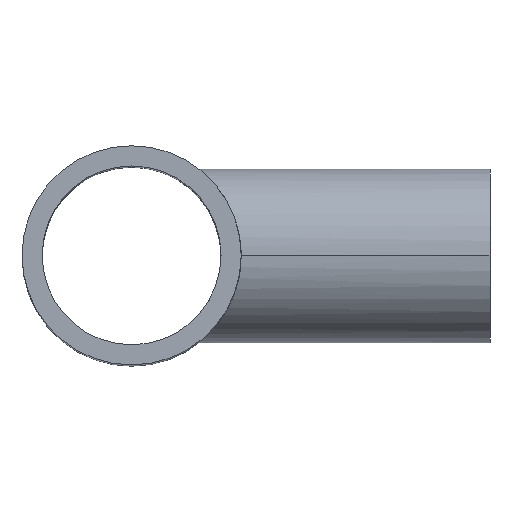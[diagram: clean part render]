
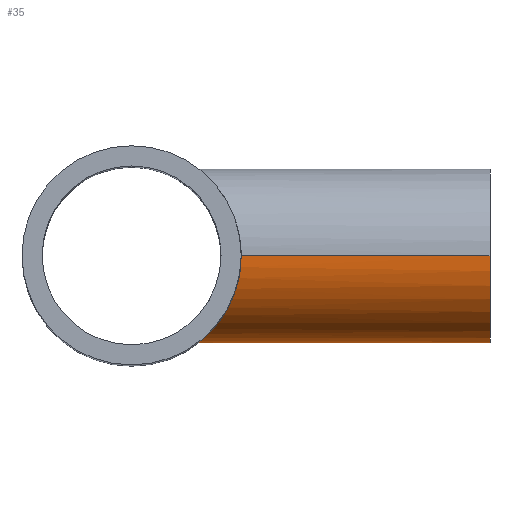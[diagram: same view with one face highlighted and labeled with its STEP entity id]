
A CAD part, top view. The second image highlights one B-rep face of the part: STEP entity #35.
In plain terms, the highlighted cylindrical face has radius 25 mm (diameter 50 mm), a partial arc.
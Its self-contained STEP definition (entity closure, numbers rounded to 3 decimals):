
#24 = CARTESIAN_POINT ( 'NONE',  ( 20.878, -23.59, 8.318 ) ) ;
#26 = CARTESIAN_POINT ( 'NONE',  ( 19.223, -24.955, -1.729 ) ) ;
#27 = B_SPLINE_CURVE_WITH_KNOTS ( 'NONE', 3,
 ( #124, #634, #441, #581, #227, #385, #378, #180, #230, #542, #223, #73, #536, #639, #33, #578, #272, #482, #431, #630, #76, #383, #276, #380, #24, #433, #632, #176, #326, #586, #538, #78, #328, #278, #26, #126, #540, #80, #280, #491, #646, #45, #656, #445, #202, #284, #187, #192, #496, #511, #94, #404, #41, #341, #292, #288, #608, #152, #504, #250, #242, #356, #545, #455 ),
 .UNSPECIFIED., .F., .F.,
 ( 4, 2, 2, 2, 2, 2, 2, 2, 2, 2, 2, 2, 2, 2, 2, 2, 2, 2, 2, 2, 2, 2, 2, 2, 2, 2, 2, 2, 2, 2, 2, 4 ),
 ( 0., 0.005, 0.006, 0.008, 0.01, 0.013, 0.015, 0.021, 0.023, 0.025, 0.026, 0.031, 0.034, 0.036, 0.039, 0.04, 0.041, 0.044, 0.045, 0.046, 0.052, 0.057, 0.059, 0.061, 0.062, 0.067, 0.07, 0.071, 0.072, 0.077, 0.08, 0.083 ),
 .UNSPECIFIED. ) ;
#33 = CARTESIAN_POINT ( 'NONE',  ( 26.724, -16.728, 18.644 ) ) ;
#35 = ADVANCED_FACE ( 'NONE', ( #282 ), #323, .T. ) ;
#41 = CARTESIAN_POINT ( 'NONE',  ( 28.757, -12.879, -21.443 ) ) ;
#45 = CARTESIAN_POINT ( 'NONE',  ( 22.198, -22.369, -11.28 ) ) ;
#73 = CARTESIAN_POINT ( 'NONE',  ( 28.764, -12.864, 21.452 ) ) ;
#76 = CARTESIAN_POINT ( 'NONE',  ( 23.878, -20.547, 14.246 ) ) ;
#78 = CARTESIAN_POINT ( 'NONE',  ( 19.178, -24.989, 0.86 ) ) ;
#80 = CARTESIAN_POINT ( 'NONE',  ( 19.634, -24.633, -4.289 ) ) ;
#81 = EDGE_CURVE ( 'NONE', #413, #257, #330, .T. ) ;
#83 = CARTESIAN_POINT ( 'NONE',  ( 103., 0., -25. ) ) ;
#94 = CARTESIAN_POINT ( 'NONE',  ( 27.453, -15.515, -19.667 ) ) ;
#102 = EDGE_CURVE ( 'NONE', #461, #257, #27, .T. ) ;
#114 = VECTOR ( 'NONE', #583, 1000. ) ;
#117 = VERTEX_POINT ( 'NONE', #558 ) ;
#122 = DIRECTION ( 'NONE',  ( -1., 0., 0. ) ) ;
#124 = CARTESIAN_POINT ( 'NONE',  ( 31.5, 0., 25. ) ) ;
#126 = CARTESIAN_POINT ( 'NONE',  ( 19.394, -24.822, -3.012 ) ) ;
#152 = CARTESIAN_POINT ( 'NONE',  ( 30.395, -8.424, -23.597 ) ) ;
#161 = CARTESIAN_POINT ( 'NONE',  ( 103., 0., -25. ) ) ;
#176 = CARTESIAN_POINT ( 'NONE',  ( 19.623, -24.643, 4.295 ) ) ;
#180 = CARTESIAN_POINT ( 'NONE',  ( 30.368, -8.408, 23.559 ) ) ;
#187 = CARTESIAN_POINT ( 'NONE',  ( 25.219, -18.878, -16.395 ) ) ;
#192 = CARTESIAN_POINT ( 'NONE',  ( 25.601, -18.357, -16.976 ) ) ;
#202 = CARTESIAN_POINT ( 'NONE',  ( 24.454, -19.865, -15.198 ) ) ;
#213 = ORIENTED_EDGE ( 'NONE', *, *, #485, .T. ) ;
#217 = ORIENTED_EDGE ( 'NONE', *, *, #409, .F. ) ;
#223 = CARTESIAN_POINT ( 'NONE',  ( 29.359, -11.44, 22.244 ) ) ;
#227 = CARTESIAN_POINT ( 'NONE',  ( 30.934, -5.961, 24.283 ) ) ;
#230 = CARTESIAN_POINT ( 'NONE',  ( 30.14, -9.19, 23.264 ) ) ;
#232 = DIRECTION ( 'NONE',  ( 0., 0., 1. ) ) ;
#235 = DIRECTION ( 'NONE',  ( 1., 0., 0. ) ) ;
#242 = CARTESIAN_POINT ( 'NONE',  ( 31.323, -3.443, -24.777 ) ) ;
#246 = CARTESIAN_POINT ( 'NONE',  ( 31.5, 0., -25. ) ) ;
#250 = CARTESIAN_POINT ( 'NONE',  ( 31.216, -4.307, -24.641 ) ) ;
#257 = VERTEX_POINT ( 'NONE', #246 ) ;
#272 = CARTESIAN_POINT ( 'NONE',  ( 25.223, -18.88, 16.406 ) ) ;
#276 = CARTESIAN_POINT ( 'NONE',  ( 22.193, -22.373, 11.268 ) ) ;
#278 = CARTESIAN_POINT ( 'NONE',  ( 19.164, -25., -0.869 ) ) ;
#280 = CARTESIAN_POINT ( 'NONE',  ( 19.729, -24.556, -4.707 ) ) ;
#282 = FACE_OUTER_BOUND ( 'NONE', #648, .T. ) ;
#284 = CARTESIAN_POINT ( 'NONE',  ( 25.028, -19.13, -16.099 ) ) ;
#288 = CARTESIAN_POINT ( 'NONE',  ( 29.625, -10.714, -22.592 ) ) ;
#292 = CARTESIAN_POINT ( 'NONE',  ( 29.347, -11.453, -22.226 ) ) ;
#303 = AXIS2_PLACEMENT_3D ( 'NONE', #502, #235, #336 ) ;
#311 = CARTESIAN_POINT ( 'NONE',  ( 103., 0., 25. ) ) ;
#323 = CYLINDRICAL_SURFACE ( 'NONE', #448, 25. ) ;
#326 = CARTESIAN_POINT ( 'NONE',  ( 19.454, -24.775, 3.455 ) ) ;
#328 = CARTESIAN_POINT ( 'NONE',  ( 19.164, -25., 0.427 ) ) ;
#330 = LINE ( 'NONE', #83, #114 ) ;
#336 = DIRECTION ( 'NONE',  ( 0., 0., -1. ) ) ;
#341 = CARTESIAN_POINT ( 'NONE',  ( 29.203, -11.815, -22.036 ) ) ;
#356 = CARTESIAN_POINT ( 'NONE',  ( 31.465, -1.723, -24.956 ) ) ;
#367 = ORIENTED_EDGE ( 'NONE', *, *, #102, .T. ) ;
#376 = CARTESIAN_POINT ( 'NONE',  ( 103., 0., 0. ) ) ;
#378 = CARTESIAN_POINT ( 'NONE',  ( 30.67, -7.197, 23.946 ) ) ;
#380 = CARTESIAN_POINT ( 'NONE',  ( 21.194, -23.309, 9.074 ) ) ;
#383 = CARTESIAN_POINT ( 'NONE',  ( 22.929, -21.629, 12.633 ) ) ;
#385 = CARTESIAN_POINT ( 'NONE',  ( 30.763, -6.785, 24.065 ) ) ;
#404 = CARTESIAN_POINT ( 'NONE',  ( 28.442, -13.558, -21.019 ) ) ;
#409 = EDGE_CURVE ( 'NONE', #117, #413, #635, .T. ) ;
#413 = VERTEX_POINT ( 'NONE', #161 ) ;
#418 = LINE ( 'NONE', #311, #428 ) ;
#428 = VECTOR ( 'NONE', #582, 1000. ) ;
#431 = CARTESIAN_POINT ( 'NONE',  ( 24.453, -19.859, 15.191 ) ) ;
#433 = CARTESIAN_POINT ( 'NONE',  ( 20.303, -24.087, 6.745 ) ) ;
#441 = CARTESIAN_POINT ( 'NONE',  ( 31.355, -3.459, 24.818 ) ) ;
#445 = CARTESIAN_POINT ( 'NONE',  ( 24.072, -20.325, -14.577 ) ) ;
#448 = AXIS2_PLACEMENT_3D ( 'NONE', #376, #122, #232 ) ;
#455 = CARTESIAN_POINT ( 'NONE',  ( 31.5, 0., -25. ) ) ;
#461 = VERTEX_POINT ( 'NONE', #629 ) ;
#472 = ORIENTED_EDGE ( 'NONE', *, *, #81, .F. ) ;
#482 = CARTESIAN_POINT ( 'NONE',  ( 24.646, -19.619, 15.5 ) ) ;
#485 = EDGE_CURVE ( 'NONE', #117, #461, #418, .T. ) ;
#491 = CARTESIAN_POINT ( 'NONE',  ( 20.261, -24.126, -6.765 ) ) ;
#496 = CARTESIAN_POINT ( 'NONE',  ( 25.791, -18.088, -17.262 ) ) ;
#502 = CARTESIAN_POINT ( 'NONE',  ( 103., 0., 0. ) ) ;
#504 = CARTESIAN_POINT ( 'NONE',  ( 30.799, -6.825, -24.111 ) ) ;
#511 = CARTESIAN_POINT ( 'NONE',  ( 26.734, -16.712, -18.659 ) ) ;
#536 = CARTESIAN_POINT ( 'NONE',  ( 28.443, -13.557, 21.02 ) ) ;
#538 = CARTESIAN_POINT ( 'NONE',  ( 19.237, -24.944, 1.728 ) ) ;
#540 = CARTESIAN_POINT ( 'NONE',  ( 19.466, -24.766, -3.44 ) ) ;
#542 = CARTESIAN_POINT ( 'NONE',  ( 29.636, -10.706, 22.607 ) ) ;
#545 = CARTESIAN_POINT ( 'NONE',  ( 31.5, -0.862, -25. ) ) ;
#558 = CARTESIAN_POINT ( 'NONE',  ( 103., 0., 25. ) ) ;
#578 = CARTESIAN_POINT ( 'NONE',  ( 25.603, -18.362, 16.983 ) ) ;
#581 = CARTESIAN_POINT ( 'NONE',  ( 31.011, -5.546, 24.381 ) ) ;
#582 = DIRECTION ( 'NONE',  ( -1., 0., 0. ) ) ;
#583 = DIRECTION ( 'NONE',  ( -1., 0., 0. ) ) ;
#586 = CARTESIAN_POINT ( 'NONE',  ( 19.281, -24.91, 2.165 ) ) ;
#608 = CARTESIAN_POINT ( 'NONE',  ( 29.759, -10.335, -22.768 ) ) ;
#629 = CARTESIAN_POINT ( 'NONE',  ( 31.5, 0., 25. ) ) ;
#630 = CARTESIAN_POINT ( 'NONE',  ( 24.069, -20.323, 14.564 ) ) ;
#632 = CARTESIAN_POINT ( 'NONE',  ( 20.047, -24.299, 5.938 ) ) ;
#634 = CARTESIAN_POINT ( 'NONE',  ( 31.5, -1.751, 25. ) ) ;
#635 = CIRCLE ( 'NONE', #303, 25. ) ;
#639 = CARTESIAN_POINT ( 'NONE',  ( 27.443, -15.533, 19.654 ) ) ;
#646 = CARTESIAN_POINT ( 'NONE',  ( 20.848, -23.632, -8.315 ) ) ;
#648 = EDGE_LOOP ( 'NONE', ( #472, #217, #213, #367 ) ) ;
#656 = CARTESIAN_POINT ( 'NONE',  ( 22.939, -21.619, -12.649 ) ) ;
